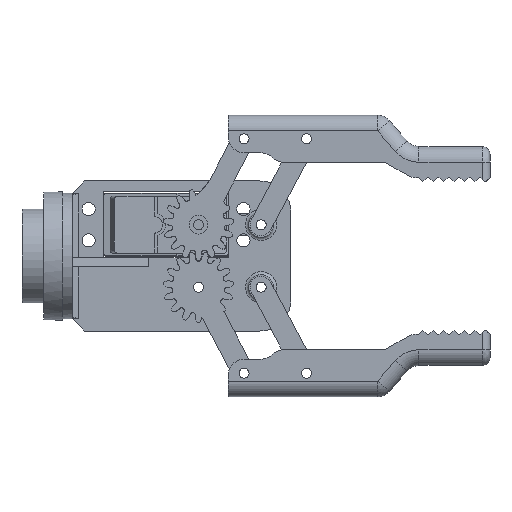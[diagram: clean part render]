
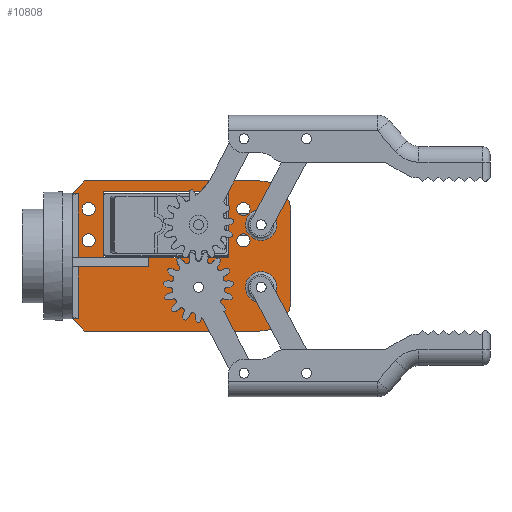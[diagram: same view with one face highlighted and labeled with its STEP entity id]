
A CAD part, left-side view. The second image highlights one B-rep face of the part: STEP entity #10808.
In plain terms, the highlighted planar face has unit normal (-1, 0, 0).
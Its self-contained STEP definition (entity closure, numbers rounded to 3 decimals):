
#58=FACE_BOUND('',#1782,.T.);
#59=FACE_BOUND('',#1783,.T.);
#60=FACE_BOUND('',#1784,.T.);
#61=FACE_BOUND('',#1785,.T.);
#62=FACE_BOUND('',#1786,.T.);
#63=FACE_BOUND('',#1787,.T.);
#64=FACE_BOUND('',#1788,.T.);
#610=CIRCLE('',#11517,7.5);
#611=CIRCLE('',#11525,10.);
#612=CIRCLE('',#11526,10.);
#613=CIRCLE('',#11527,5.);
#614=CIRCLE('',#11528,2.1);
#615=CIRCLE('',#11529,2.1);
#616=CIRCLE('',#11530,2.1);
#617=CIRCLE('',#11531,2.1);
#618=CIRCLE('',#11532,5.);
#1160=FACE_OUTER_BOUND('',#1781,.T.);
#1781=EDGE_LOOP('',(#7920,#7921,#7922,#7923,#7924,#7925,#7926,#7927,#7928,
#7929,#7930,#7931,#7932,#7933,#7934,#7935,#7936,#7937,#7938,#7939));
#1782=EDGE_LOOP('',(#7940));
#1783=EDGE_LOOP('',(#7941));
#1784=EDGE_LOOP('',(#7942));
#1785=EDGE_LOOP('',(#7943));
#1786=EDGE_LOOP('',(#7944));
#1787=EDGE_LOOP('',(#7945));
#1788=EDGE_LOOP('',(#7946));
#2612=LINE('',#16388,#3603);
#2614=LINE('',#16392,#3605);
#2617=LINE('',#16398,#3608);
#2625=LINE('',#16420,#3616);
#2634=LINE('',#16471,#3625);
#2636=LINE('',#16474,#3627);
#2638=LINE('',#16486,#3629);
#2639=LINE('',#16488,#3630);
#2644=LINE('',#16508,#3635);
#2647=LINE('',#16513,#3638);
#2650=LINE('',#16520,#3641);
#2652=LINE('',#16524,#3643);
#2653=LINE('',#16526,#3644);
#2654=LINE('',#16527,#3645);
#2655=LINE('',#16529,#3646);
#2656=LINE('',#16531,#3647);
#2657=LINE('',#16535,#3648);
#2658=LINE('',#16538,#3649);
#3603=VECTOR('',#13004,10.);
#3605=VECTOR('',#13008,10.);
#3608=VECTOR('',#13011,10.);
#3616=VECTOR('',#13031,10.);
#3625=VECTOR('',#13094,10.);
#3627=VECTOR('',#13098,10.);
#3629=VECTOR('',#13112,10.);
#3630=VECTOR('',#13113,10.);
#3635=VECTOR('',#13138,10.);
#3638=VECTOR('',#13143,10.);
#3641=VECTOR('',#13152,10.);
#3643=VECTOR('',#13156,10.);
#3644=VECTOR('',#13157,10.);
#3645=VECTOR('',#13158,10.);
#3646=VECTOR('',#13159,10.);
#3647=VECTOR('',#13160,10.);
#3648=VECTOR('',#13163,10.);
#3649=VECTOR('',#13166,10.);
#4598=VERTEX_POINT('',#16381);
#4601=VERTEX_POINT('',#16386);
#4602=VERTEX_POINT('',#16390);
#4604=VERTEX_POINT('',#16395);
#4605=VERTEX_POINT('',#16397);
#4612=VERTEX_POINT('',#16416);
#4613=VERTEX_POINT('',#16418);
#4628=VERTEX_POINT('',#16470);
#4632=VERTEX_POINT('',#16484);
#4633=VERTEX_POINT('',#16487);
#4637=VERTEX_POINT('',#16502);
#4638=VERTEX_POINT('',#16507);
#4639=VERTEX_POINT('',#16511);
#4640=VERTEX_POINT('',#16519);
#4641=VERTEX_POINT('',#16523);
#4642=VERTEX_POINT('',#16525);
#4643=VERTEX_POINT('',#16528);
#4644=VERTEX_POINT('',#16530);
#4645=VERTEX_POINT('',#16532);
#4646=VERTEX_POINT('',#16534);
#4647=VERTEX_POINT('',#16536);
#4648=VERTEX_POINT('',#16539);
#4649=VERTEX_POINT('',#16541);
#4650=VERTEX_POINT('',#16543);
#4651=VERTEX_POINT('',#16545);
#4652=VERTEX_POINT('',#16547);
#4653=VERTEX_POINT('',#16549);
#5801=EDGE_CURVE('',#4601,#4598,#2612,.T.);
#5803=EDGE_CURVE('',#4601,#4602,#2614,.T.);
#5806=EDGE_CURVE('',#4604,#4605,#2617,.T.);
#5818=EDGE_CURVE('',#4613,#4612,#2625,.T.);
#5841=EDGE_CURVE('',#4628,#4612,#2634,.T.);
#5843=EDGE_CURVE('',#4604,#4628,#2636,.T.);
#5849=EDGE_CURVE('',#4613,#4632,#2638,.T.);
#5850=EDGE_CURVE('',#4633,#4598,#2639,.T.);
#5859=EDGE_CURVE('',#4637,#4637,#610,.T.);
#5860=EDGE_CURVE('',#4633,#4638,#2644,.T.);
#5863=EDGE_CURVE('',#4639,#4632,#2647,.T.);
#5866=EDGE_CURVE('',#4638,#4640,#2650,.T.);
#5868=EDGE_CURVE('',#4641,#4602,#2652,.T.);
#5869=EDGE_CURVE('',#4642,#4641,#2653,.T.);
#5870=EDGE_CURVE('',#4605,#4642,#2654,.T.);
#5871=EDGE_CURVE('',#4643,#4639,#2655,.T.);
#5872=EDGE_CURVE('',#4643,#4644,#2656,.T.);
#5873=EDGE_CURVE('',#4645,#4644,#611,.T.);
#5874=EDGE_CURVE('',#4646,#4645,#2657,.T.);
#5875=EDGE_CURVE('',#4647,#4646,#612,.T.);
#5876=EDGE_CURVE('',#4640,#4647,#2658,.T.);
#5877=EDGE_CURVE('',#4648,#4648,#613,.T.);
#5878=EDGE_CURVE('',#4649,#4649,#614,.T.);
#5879=EDGE_CURVE('',#4650,#4650,#615,.T.);
#5880=EDGE_CURVE('',#4651,#4651,#616,.T.);
#5881=EDGE_CURVE('',#4652,#4652,#617,.T.);
#5882=EDGE_CURVE('',#4653,#4653,#618,.T.);
#7920=ORIENTED_EDGE('',*,*,#5801,.F.);
#7921=ORIENTED_EDGE('',*,*,#5803,.T.);
#7922=ORIENTED_EDGE('',*,*,#5868,.F.);
#7923=ORIENTED_EDGE('',*,*,#5869,.F.);
#7924=ORIENTED_EDGE('',*,*,#5870,.F.);
#7925=ORIENTED_EDGE('',*,*,#5806,.F.);
#7926=ORIENTED_EDGE('',*,*,#5843,.T.);
#7927=ORIENTED_EDGE('',*,*,#5841,.T.);
#7928=ORIENTED_EDGE('',*,*,#5818,.F.);
#7929=ORIENTED_EDGE('',*,*,#5849,.T.);
#7930=ORIENTED_EDGE('',*,*,#5863,.F.);
#7931=ORIENTED_EDGE('',*,*,#5871,.F.);
#7932=ORIENTED_EDGE('',*,*,#5872,.T.);
#7933=ORIENTED_EDGE('',*,*,#5873,.F.);
#7934=ORIENTED_EDGE('',*,*,#5874,.F.);
#7935=ORIENTED_EDGE('',*,*,#5875,.F.);
#7936=ORIENTED_EDGE('',*,*,#5876,.F.);
#7937=ORIENTED_EDGE('',*,*,#5866,.F.);
#7938=ORIENTED_EDGE('',*,*,#5860,.F.);
#7939=ORIENTED_EDGE('',*,*,#5850,.T.);
#7940=ORIENTED_EDGE('',*,*,#5877,.F.);
#7941=ORIENTED_EDGE('',*,*,#5859,.T.);
#7942=ORIENTED_EDGE('',*,*,#5878,.T.);
#7943=ORIENTED_EDGE('',*,*,#5879,.T.);
#7944=ORIENTED_EDGE('',*,*,#5880,.T.);
#7945=ORIENTED_EDGE('',*,*,#5881,.T.);
#7946=ORIENTED_EDGE('',*,*,#5882,.F.);
#10447=PLANE('',#11524);
#10808=ADVANCED_FACE('',(#1160,#58,#59,#60,#61,#62,#63,#64),#10447,.F.);
#11517=AXIS2_PLACEMENT_3D('',#16504,#13132,#13133);
#11524=AXIS2_PLACEMENT_3D('',#16522,#13154,#13155);
#11525=AXIS2_PLACEMENT_3D('',#16533,#13161,#13162);
#11526=AXIS2_PLACEMENT_3D('',#16537,#13164,#13165);
#11527=AXIS2_PLACEMENT_3D('',#16540,#13167,#13168);
#11528=AXIS2_PLACEMENT_3D('',#16542,#13169,#13170);
#11529=AXIS2_PLACEMENT_3D('',#16544,#13171,#13172);
#11530=AXIS2_PLACEMENT_3D('',#16546,#13173,#13174);
#11531=AXIS2_PLACEMENT_3D('',#16548,#13175,#13176);
#11532=AXIS2_PLACEMENT_3D('',#16550,#13177,#13178);
#13004=DIRECTION('',(0.,0.,1.));
#13008=DIRECTION('',(0.,-1.,0.));
#13011=DIRECTION('',(0.,-1.,0.));
#13031=DIRECTION('',(0.,0.,1.));
#13094=DIRECTION('',(0.,1.,0.));
#13098=DIRECTION('',(0.,0.,-1.));
#13112=DIRECTION('',(0.,1.,0.));
#13113=DIRECTION('',(0.,-1.,0.));
#13132=DIRECTION('center_axis',(1.,0.,0.));
#13133=DIRECTION('ref_axis',(0.,-1.,0.));
#13138=DIRECTION('',(0.,0.,1.));
#13143=DIRECTION('',(0.,0.,1.));
#13152=DIRECTION('',(0.,-0.707,0.707));
#13154=DIRECTION('center_axis',(1.,0.,0.));
#13155=DIRECTION('ref_axis',(0.,1.,0.));
#13156=DIRECTION('',(0.,0.,-1.));
#13157=DIRECTION('',(0.,1.,0.));
#13158=DIRECTION('',(0.,0.,1.));
#13159=DIRECTION('',(0.,0.707,0.707));
#13160=DIRECTION('',(0.,-1.,0.));
#13161=DIRECTION('center_axis',(1.,0.,0.));
#13162=DIRECTION('ref_axis',(0.,-0.707,-0.707));
#13163=DIRECTION('',(0.,0.,-1.));
#13164=DIRECTION('center_axis',(1.,0.,0.));
#13165=DIRECTION('ref_axis',(0.,-0.707,0.707));
#13166=DIRECTION('',(0.,-1.,0.));
#13167=DIRECTION('center_axis',(-1.,0.,0.));
#13168=DIRECTION('ref_axis',(0.,-1.,0.));
#13169=DIRECTION('center_axis',(1.,0.,0.));
#13170=DIRECTION('ref_axis',(0.,-1.,0.));
#13171=DIRECTION('center_axis',(1.,0.,0.));
#13172=DIRECTION('ref_axis',(0.,-1.,0.));
#13173=DIRECTION('center_axis',(1.,0.,0.));
#13174=DIRECTION('ref_axis',(0.,-1.,0.));
#13175=DIRECTION('center_axis',(1.,0.,0.));
#13176=DIRECTION('ref_axis',(0.,-1.,0.));
#13177=DIRECTION('center_axis',(-1.,0.,0.));
#13178=DIRECTION('ref_axis',(0.,-1.,0.));
#16381=CARTESIAN_POINT('',(0.,28.,9.9));
#16386=CARTESIAN_POINT('',(0.,28.,-10.5));
#16388=CARTESIAN_POINT('',(0.,28.,-5.));
#16390=CARTESIAN_POINT('',(0.,20.,-10.5));
#16392=CARTESIAN_POINT('',(0.,3.976,-10.5));
#16395=CARTESIAN_POINT('',(0.,5.446,-10.5));
#16397=CARTESIAN_POINT('',(0.,-20.,-10.5));
#16398=CARTESIAN_POINT('',(0.,-20.,-10.5));
#16416=CARTESIAN_POINT('',(0.,28.,-13.5));
#16418=CARTESIAN_POINT('',(0.,28.,-29.9));
#16420=CARTESIAN_POINT('',(0.,28.,-5.));
#16470=CARTESIAN_POINT('',(0.,5.446,-13.5));
#16471=CARTESIAN_POINT('',(0.,3.976,-13.5));
#16474=CARTESIAN_POINT('',(0.,5.446,-5.25));
#16484=CARTESIAN_POINT('',(0.,30.,-29.9));
#16486=CARTESIAN_POINT('',(0.,30.,-29.9));
#16487=CARTESIAN_POINT('',(0.,30.,9.9));
#16488=CARTESIAN_POINT('',(0.,30.,9.9));
#16502=CARTESIAN_POINT('',(0.,-2.962,-20.));
#16504=CARTESIAN_POINT('Origin',(0.,-10.462,-20.));
#16507=CARTESIAN_POINT('',(0.,30.,10.));
#16508=CARTESIAN_POINT('',(0.,30.,-14.));
#16511=CARTESIAN_POINT('',(0.,30.,-30.));
#16513=CARTESIAN_POINT('',(0.,30.,-14.));
#16519=CARTESIAN_POINT('',(0.,26.,14.));
#16520=CARTESIAN_POINT('',(0.,24.,16.));
#16522=CARTESIAN_POINT('Origin',(0.,0.,0.));
#16523=CARTESIAN_POINT('',(0.,20.,10.5));
#16524=CARTESIAN_POINT('',(0.,20.,-10.5));
#16525=CARTESIAN_POINT('',(0.,-20.,10.5));
#16526=CARTESIAN_POINT('',(0.,20.,10.5));
#16527=CARTESIAN_POINT('',(0.,-20.,10.5));
#16528=CARTESIAN_POINT('',(0.,26.,-34.));
#16529=CARTESIAN_POINT('',(0.,29.,-31.));
#16530=CARTESIAN_POINT('',(0.,-30.,-34.));
#16531=CARTESIAN_POINT('',(0.,-30.,-34.));
#16532=CARTESIAN_POINT('',(0.,-40.,-24.));
#16533=CARTESIAN_POINT('Origin',(0.,-30.,-24.));
#16534=CARTESIAN_POINT('',(0.,-40.,4.));
#16535=CARTESIAN_POINT('',(0.,-40.,-34.));
#16536=CARTESIAN_POINT('',(0.,-30.,14.));
#16537=CARTESIAN_POINT('Origin',(0.,-30.,4.));
#16538=CARTESIAN_POINT('',(0.,30.,14.));
#16539=CARTESIAN_POINT('',(0.,-30.462,5.));
#16540=CARTESIAN_POINT('Origin',(0.,-30.462,0.));
#16541=CARTESIAN_POINT('',(0.,-22.712,-5.));
#16542=CARTESIAN_POINT('Origin',(0.,-24.812,-5.));
#16543=CARTESIAN_POINT('',(0.,26.788,5.));
#16544=CARTESIAN_POINT('Origin',(0.,24.688,5.));
#16545=CARTESIAN_POINT('',(0.,-22.712,5.));
#16546=CARTESIAN_POINT('Origin',(0.,-24.812,5.));
#16547=CARTESIAN_POINT('',(0.,26.788,-5.));
#16548=CARTESIAN_POINT('Origin',(0.,24.688,-5.));
#16549=CARTESIAN_POINT('',(0.,-30.462,-15.));
#16550=CARTESIAN_POINT('Origin',(0.,-30.462,-20.));
